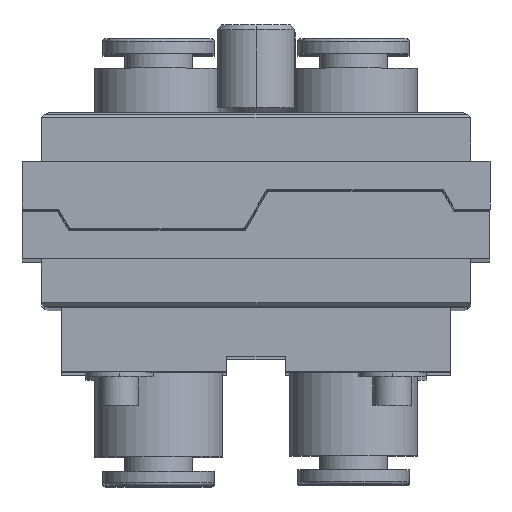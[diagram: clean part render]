
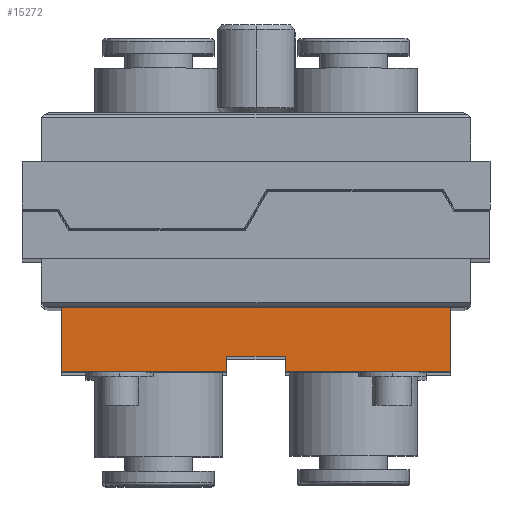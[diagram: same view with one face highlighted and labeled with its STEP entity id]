
A CAD part, top view. The second image highlights one B-rep face of the part: STEP entity #15272.
In plain terms, the highlighted face is planar.
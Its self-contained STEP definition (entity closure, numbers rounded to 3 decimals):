
#429 = EDGE_LOOP ( 'NONE', ( #3021, #3022, #3020, #3023, #3024, #3025, #3026, #3027 ) ) ;
#3020 = ORIENTED_EDGE ( 'NONE', *, *, #16711, .T. ) ;
#3021 = ORIENTED_EDGE ( 'NONE', *, *, #16490, .F. ) ;
#3022 = ORIENTED_EDGE ( 'NONE', *, *, #16710, .F. ) ;
#3023 = ORIENTED_EDGE ( 'NONE', *, *, #16712, .T. ) ;
#3024 = ORIENTED_EDGE ( 'NONE', *, *, #16480, .F. ) ;
#3025 = ORIENTED_EDGE ( 'NONE', *, *, #16713, .F. ) ;
#3026 = ORIENTED_EDGE ( 'NONE', *, *, #16707, .T. ) ;
#3027 = ORIENTED_EDGE ( 'NONE', *, *, #16714, .T. ) ;
#3097 = VERTEX_POINT ( 'NONE', #4611 ) ;
#3170 = VERTEX_POINT ( 'NONE', #4684 ) ;
#3194 = VERTEX_POINT ( 'NONE', #4708 ) ;
#3195 = VERTEX_POINT ( 'NONE', #4709 ) ;
#3196 = VERTEX_POINT ( 'NONE', #4710 ) ;
#3197 = VERTEX_POINT ( 'NONE', #4711 ) ;
#4181 = VERTEX_POINT ( 'NONE', #5044 ) ;
#4203 = VERTEX_POINT ( 'NONE', #5066 ) ;
#4611 = CARTESIAN_POINT ( 'NONE',  ( 98.2, 16.6, -20. ) ) ;
#4684 = CARTESIAN_POINT ( 'NONE',  ( 98.2, 16.6, -3. ) ) ;
#4708 = CARTESIAN_POINT ( 'NONE',  ( 98.2, 10., 20. ) ) ;
#4709 = CARTESIAN_POINT ( 'NONE',  ( 98.2, 15., 3. ) ) ;
#4710 = CARTESIAN_POINT ( 'NONE',  ( 98.2, 15., -3. ) ) ;
#4711 = CARTESIAN_POINT ( 'NONE',  ( 98.2, 10., -20. ) ) ;
#5044 = CARTESIAN_POINT ( 'NONE',  ( 98.2, 16.6, 3. ) ) ;
#5066 = CARTESIAN_POINT ( 'NONE',  ( 98.2, 16.6, 20. ) ) ;
#6316 = FACE_OUTER_BOUND ( 'NONE', #429, .T. ) ;
#6319 = AXIS2_PLACEMENT_3D ( 'NONE', #6438, #6439, #6440 ) ;
#6437 = PLANE ( 'NONE',  #6319 ) ;
#6438 = CARTESIAN_POINT ( 'NONE',  ( 98.2, 16.6, 20. ) ) ;
#6439 = DIRECTION ( 'NONE',  ( -1., 0., 0. ) ) ;
#6440 = DIRECTION ( 'NONE',  ( 0., 0., 1. ) ) ;
#11844 = VECTOR ( 'NONE', #11889, 1000. ) ;
#11887 = LINE ( 'NONE', #11888, #11844 ) ;
#11888 = CARTESIAN_POINT ( 'NONE',  ( 98.2, 16.6, 20. ) ) ;
#11889 = DIRECTION ( 'NONE',  ( 0., 0., -1. ) ) ;
#11917 = LINE ( 'NONE', #11918, #12145 ) ;
#11918 = CARTESIAN_POINT ( 'NONE',  ( 98.2, 16.6, 20. ) ) ;
#11919 = DIRECTION ( 'NONE',  ( 0., 0., -1. ) ) ;
#12145 = VECTOR ( 'NONE', #11919, 1000. ) ;
#12655 = VECTOR ( 'NONE', #12816, 1000. ) ;
#12658 = VECTOR ( 'NONE', #12825, 1000. ) ;
#12659 = VECTOR ( 'NONE', #12828, 1000. ) ;
#12660 = VECTOR ( 'NONE', #12831, 1000. ) ;
#12661 = VECTOR ( 'NONE', #12834, 1000. ) ;
#12663 = VECTOR ( 'NONE', #12837, 1000. ) ;
#12814 = LINE ( 'NONE', #12815, #12655 ) ;
#12815 = CARTESIAN_POINT ( 'NONE',  ( 98.2, 10., 20. ) ) ;
#12816 = DIRECTION ( 'NONE',  ( 0., 0., -1. ) ) ;
#12823 = LINE ( 'NONE', #12824, #12658 ) ;
#12824 = CARTESIAN_POINT ( 'NONE',  ( 98.2, 15., -3. ) ) ;
#12825 = DIRECTION ( 'NONE',  ( 0., 1., 0. ) ) ;
#12826 = LINE ( 'NONE', #12827, #12659 ) ;
#12827 = CARTESIAN_POINT ( 'NONE',  ( 98.2, 15., -3. ) ) ;
#12828 = DIRECTION ( 'NONE',  ( 0., 0., 1. ) ) ;
#12829 = LINE ( 'NONE', #12830, #12660 ) ;
#12830 = CARTESIAN_POINT ( 'NONE',  ( 98.2, 15., 3. ) ) ;
#12831 = DIRECTION ( 'NONE',  ( 0., 1., 0. ) ) ;
#12832 = LINE ( 'NONE', #12833, #12661 ) ;
#12833 = CARTESIAN_POINT ( 'NONE',  ( 98.2, 16.6, 20. ) ) ;
#12834 = DIRECTION ( 'NONE',  ( 0., 1., 0. ) ) ;
#12835 = LINE ( 'NONE', #12836, #12663 ) ;
#12836 = CARTESIAN_POINT ( 'NONE',  ( 98.2, 16.6, -20. ) ) ;
#12837 = DIRECTION ( 'NONE',  ( 0., 1., 0. ) ) ;
#15272 = ADVANCED_FACE ( 'NONE', ( #6316 ), #6437, .F. ) ;
#16480 = EDGE_CURVE ( 'NONE', #4203, #4181, #11887, .T. ) ;
#16490 = EDGE_CURVE ( 'NONE', #3170, #3097, #11917, .T. ) ;
#16707 = EDGE_CURVE ( 'NONE', #3194, #3197, #12814, .T. ) ;
#16710 = EDGE_CURVE ( 'NONE', #3196, #3170, #12823, .T. ) ;
#16711 = EDGE_CURVE ( 'NONE', #3196, #3195, #12826, .T. ) ;
#16712 = EDGE_CURVE ( 'NONE', #3195, #4181, #12829, .T. ) ;
#16713 = EDGE_CURVE ( 'NONE', #3194, #4203, #12832, .T. ) ;
#16714 = EDGE_CURVE ( 'NONE', #3197, #3097, #12835, .T. ) ;
